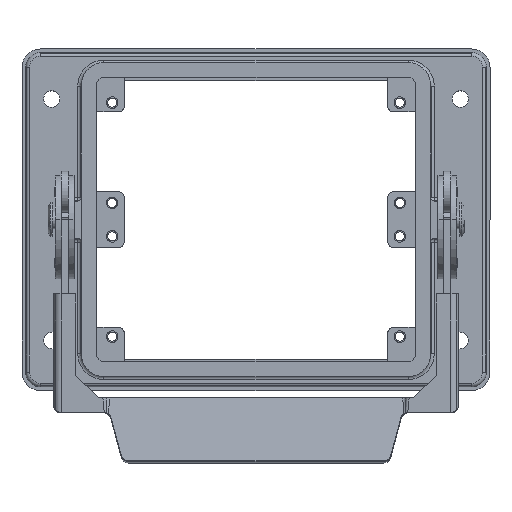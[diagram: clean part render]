
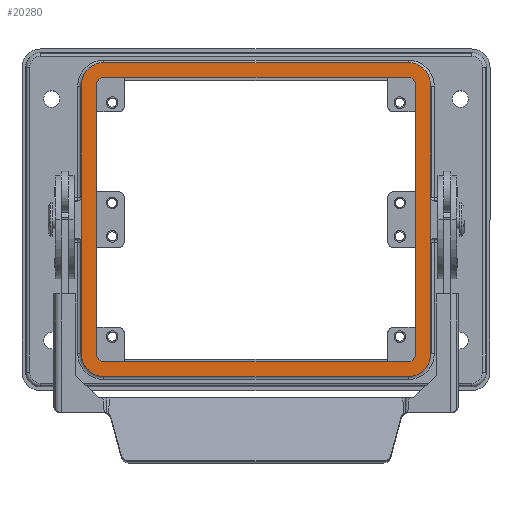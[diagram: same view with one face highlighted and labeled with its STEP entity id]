
A CAD part, top view. The second image highlights one B-rep face of the part: STEP entity #20280.
In plain terms, the highlighted planar face has unit normal (0, 0, 1).
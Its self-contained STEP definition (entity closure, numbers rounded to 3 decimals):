
#19759=CARTESIAN_POINT('',(-41.,38.25,35.0));
#19760=VERTEX_POINT('',#19759);
#19767=CARTESIAN_POINT('',(-43.,36.25,35.0));
#19768=VERTEX_POINT('',#19767);
#19769=CARTESIAN_POINT('',(-41.,36.25,35.));
#19770=DIRECTION('',(0.0,0.0,-1.0));
#19771=DIRECTION('',(0.0,1.0,0.0));
#19772=AXIS2_PLACEMENT_3D('',#19769,#19770,#19771);
#19773=CIRCLE('',#19772,2.);
#19774=EDGE_CURVE('',#19768,#19760,#19773,.T.);
#19799=CARTESIAN_POINT('',(-43.,-36.25,35.0));
#19800=VERTEX_POINT('',#19799);
#19801=CARTESIAN_POINT('',(-43.,-36.25,35.0));
#19802=DIRECTION('',(0.0,1.0,0.0));
#19803=VECTOR('',#19802,72.5);
#19804=LINE('',#19801,#19803);
#19805=EDGE_CURVE('',#19800,#19768,#19804,.T.);
#19831=CARTESIAN_POINT('',(-41.,-38.25,35.0));
#19832=VERTEX_POINT('',#19831);
#19833=CARTESIAN_POINT('',(-41.,-36.25,35.));
#19834=DIRECTION('',(0.0,0.0,-1.0));
#19835=DIRECTION('',(-1.0,0.0,0.0));
#19836=AXIS2_PLACEMENT_3D('',#19833,#19834,#19835);
#19837=CIRCLE('',#19836,2.);
#19838=EDGE_CURVE('',#19832,#19800,#19837,.T.);
#19863=CARTESIAN_POINT('',(41.,-38.25,35.0));
#19864=VERTEX_POINT('',#19863);
#19865=CARTESIAN_POINT('',(41.,-38.25,35.0));
#19866=DIRECTION('',(-1.0,0.0,0.0));
#19867=VECTOR('',#19866,82.);
#19868=LINE('',#19865,#19867);
#19869=EDGE_CURVE('',#19864,#19832,#19868,.T.);
#19895=CARTESIAN_POINT('',(43.,-36.25,35.0));
#19896=VERTEX_POINT('',#19895);
#19897=CARTESIAN_POINT('',(41.,-36.25,35.));
#19898=DIRECTION('',(0.0,0.0,-1.0));
#19899=DIRECTION('',(0.0,-1.0,0.0));
#19900=AXIS2_PLACEMENT_3D('',#19897,#19898,#19899);
#19901=CIRCLE('',#19900,2.);
#19902=EDGE_CURVE('',#19896,#19864,#19901,.T.);
#19927=CARTESIAN_POINT('',(43.,36.25,35.0));
#19928=VERTEX_POINT('',#19927);
#19929=CARTESIAN_POINT('',(43.,36.25,35.0));
#19930=DIRECTION('',(0.0,-1.0,0.0));
#19931=VECTOR('',#19930,72.5);
#19932=LINE('',#19929,#19931);
#19933=EDGE_CURVE('',#19928,#19896,#19932,.T.);
#19959=CARTESIAN_POINT('',(41.,38.25,35.0));
#19960=VERTEX_POINT('',#19959);
#19961=CARTESIAN_POINT('',(41.,36.25,35.));
#19962=DIRECTION('',(0.0,0.0,-1.0));
#19963=DIRECTION('',(1.0,0.0,0.0));
#19964=AXIS2_PLACEMENT_3D('',#19961,#19962,#19963);
#19965=CIRCLE('',#19964,2.);
#19966=EDGE_CURVE('',#19960,#19928,#19965,.T.);
#19989=CARTESIAN_POINT('',(-41.,38.25,35.0));
#19990=DIRECTION('',(1.0,0.0,0.0));
#19991=VECTOR('',#19990,82.);
#19992=LINE('',#19989,#19991);
#19993=EDGE_CURVE('',#19760,#19960,#19992,.T.);
#20015=CARTESIAN_POINT('',(-47.,36.25,35.0));
#20016=VERTEX_POINT('',#20015);
#20023=CARTESIAN_POINT('',(-41.,42.25,35.0));
#20024=VERTEX_POINT('',#20023);
#20025=CARTESIAN_POINT('',(-41.,36.25,35.0));
#20026=DIRECTION('',(0.0,0.0,-1.0));
#20027=DIRECTION('',(0.0,-1.0,0.0));
#20028=AXIS2_PLACEMENT_3D('',#20025,#20026,#20027);
#20029=CIRCLE('',#20028,6.0);
#20030=EDGE_CURVE('',#20016,#20024,#20029,.T.);
#20054=CARTESIAN_POINT('',(-47.,-36.25,35.0));
#20055=VERTEX_POINT('',#20054);
#20062=CARTESIAN_POINT('',(-47.,-36.25,35.0));
#20063=DIRECTION('',(0.0,1.0,0.0));
#20064=VECTOR('',#20063,72.5);
#20065=LINE('',#20062,#20064);
#20066=EDGE_CURVE('',#20055,#20016,#20065,.T.);
#20086=CARTESIAN_POINT('',(-41.,-42.25,35.0));
#20087=VERTEX_POINT('',#20086);
#20094=CARTESIAN_POINT('',(-41.,-36.25,35.0));
#20095=DIRECTION('',(0.0,0.0,-1.0));
#20096=DIRECTION('',(1.0,0.0,0.0));
#20097=AXIS2_PLACEMENT_3D('',#20094,#20095,#20096);
#20098=CIRCLE('',#20097,6.);
#20099=EDGE_CURVE('',#20087,#20055,#20098,.T.);
#20118=CARTESIAN_POINT('',(41.,-42.25,35.0));
#20119=VERTEX_POINT('',#20118);
#20126=CARTESIAN_POINT('',(41.,-42.25,35.0));
#20127=DIRECTION('',(-1.0,0.0,0.0));
#20128=VECTOR('',#20127,82.);
#20129=LINE('',#20126,#20128);
#20130=EDGE_CURVE('',#20119,#20087,#20129,.T.);
#20150=CARTESIAN_POINT('',(47.,-36.25,35.0));
#20151=VERTEX_POINT('',#20150);
#20158=CARTESIAN_POINT('',(41.,-36.25,35.0));
#20159=DIRECTION('',(0.0,0.0,-1.0));
#20160=DIRECTION('',(0.0,1.0,0.0));
#20161=AXIS2_PLACEMENT_3D('',#20158,#20159,#20160);
#20162=CIRCLE('',#20161,6.0);
#20163=EDGE_CURVE('',#20151,#20119,#20162,.T.);
#20182=CARTESIAN_POINT('',(47.,36.25,35.0));
#20183=VERTEX_POINT('',#20182);
#20190=CARTESIAN_POINT('',(47.,36.25,35.0));
#20191=DIRECTION('',(0.0,-1.0,0.0));
#20192=VECTOR('',#20191,72.5);
#20193=LINE('',#20190,#20192);
#20194=EDGE_CURVE('',#20183,#20151,#20193,.T.);
#20214=CARTESIAN_POINT('',(41.,42.25,35.0));
#20215=VERTEX_POINT('',#20214);
#20222=CARTESIAN_POINT('',(41.,36.25,35.0));
#20223=DIRECTION('',(0.0,0.0,-1.0));
#20224=DIRECTION('',(-1.0,0.0,0.0));
#20225=AXIS2_PLACEMENT_3D('',#20222,#20223,#20224);
#20226=CIRCLE('',#20225,6.);
#20227=EDGE_CURVE('',#20215,#20183,#20226,.T.);
#20245=CARTESIAN_POINT('',(-41.,42.25,35.0));
#20246=DIRECTION('',(1.0,0.0,0.0));
#20247=VECTOR('',#20246,82.);
#20248=LINE('',#20245,#20247);
#20249=EDGE_CURVE('',#20024,#20215,#20248,.T.);
#20255=CARTESIAN_POINT('',(0.,0.,35.));
#20256=DIRECTION('',(0.0,0.0,1.0));
#20257=DIRECTION('',(1.0,0.0,0.0));
#20258=AXIS2_PLACEMENT_3D('',#20255,#20256,#20257);
#20259=PLANE('',#20258);
#20260=ORIENTED_EDGE('',*,*,#20249,.F.);
#20261=ORIENTED_EDGE('',*,*,#20030,.F.);
#20262=ORIENTED_EDGE('',*,*,#20066,.F.);
#20263=ORIENTED_EDGE('',*,*,#20099,.F.);
#20264=ORIENTED_EDGE('',*,*,#20130,.F.);
#20265=ORIENTED_EDGE('',*,*,#20163,.F.);
#20266=ORIENTED_EDGE('',*,*,#20194,.F.);
#20267=ORIENTED_EDGE('',*,*,#20227,.F.);
#20268=EDGE_LOOP('',(#20260,#20261,#20262,#20263,#20264,#20265,#20266,#20267));
#20269=FACE_OUTER_BOUND('',#20268,.T.);
#20270=ORIENTED_EDGE('',*,*,#19774,.T.);
#20271=ORIENTED_EDGE('',*,*,#19993,.T.);
#20272=ORIENTED_EDGE('',*,*,#19966,.T.);
#20273=ORIENTED_EDGE('',*,*,#19933,.T.);
#20274=ORIENTED_EDGE('',*,*,#19902,.T.);
#20275=ORIENTED_EDGE('',*,*,#19869,.T.);
#20276=ORIENTED_EDGE('',*,*,#19838,.T.);
#20277=ORIENTED_EDGE('',*,*,#19805,.T.);
#20278=EDGE_LOOP('',(#20270,#20271,#20272,#20273,#20274,#20275,#20276,#20277));
#20279=FACE_BOUND('',#20278,.T.);
#20280=ADVANCED_FACE('',(#20269,#20279),#20259,.T.);
